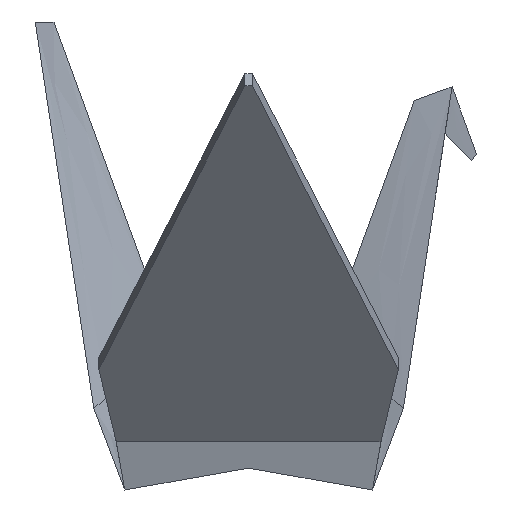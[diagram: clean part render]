
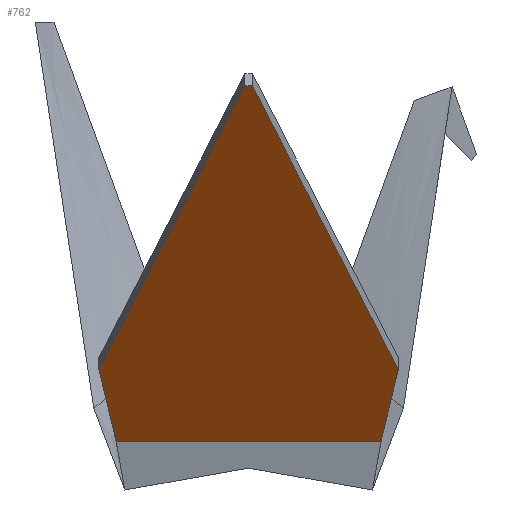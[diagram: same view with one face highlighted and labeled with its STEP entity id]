
A CAD part, left-side view. The second image highlights one B-rep face of the part: STEP entity #762.
In plain terms, the highlighted planar face has unit normal (-0.766, 0, -0.643).
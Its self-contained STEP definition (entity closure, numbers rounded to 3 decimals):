
#32=PLANE('',#817);
#75=FACE_OUTER_BOUND('',#122,.T.);
#122=EDGE_LOOP('',(#618,#619,#620,#621,#622,#623));
#194=LINE('',#1294,#287);
#195=LINE('',#1296,#288);
#196=LINE('',#1298,#289);
#197=LINE('',#1300,#290);
#198=LINE('',#1302,#291);
#199=LINE('',#1303,#292);
#287=VECTOR('',#923,10.);
#288=VECTOR('',#924,10.);
#289=VECTOR('',#925,10.);
#290=VECTOR('',#926,10.);
#291=VECTOR('',#927,10.);
#292=VECTOR('',#928,10.);
#367=VERTEX_POINT('',#1243);
#382=VERTEX_POINT('',#1293);
#383=VERTEX_POINT('',#1295);
#384=VERTEX_POINT('',#1297);
#385=VERTEX_POINT('',#1299);
#386=VERTEX_POINT('',#1301);
#466=EDGE_CURVE('',#367,#382,#194,.T.);
#467=EDGE_CURVE('',#383,#367,#195,.T.);
#468=EDGE_CURVE('',#384,#383,#196,.T.);
#469=EDGE_CURVE('',#385,#384,#197,.T.);
#470=EDGE_CURVE('',#386,#385,#198,.T.);
#471=EDGE_CURVE('',#382,#386,#199,.T.);
#618=ORIENTED_EDGE('',*,*,#466,.F.);
#619=ORIENTED_EDGE('',*,*,#467,.F.);
#620=ORIENTED_EDGE('',*,*,#468,.F.);
#621=ORIENTED_EDGE('',*,*,#469,.F.);
#622=ORIENTED_EDGE('',*,*,#470,.F.);
#623=ORIENTED_EDGE('',*,*,#471,.F.);
#762=ADVANCED_FACE('',(#75),#32,.F.);
#817=AXIS2_PLACEMENT_3D('',#1292,#921,#922);
#921=DIRECTION('center_axis',(0.766,0.,0.643));
#922=DIRECTION('ref_axis',(0.643,0.,-0.766));
#923=DIRECTION('',(0.,1.,0.));
#924=DIRECTION('',(0.632,0.181,-0.753));
#925=DIRECTION('',(0.598,-0.367,-0.713));
#926=DIRECTION('',(0.,-1.,0.));
#927=DIRECTION('',(-0.598,-0.367,0.713));
#928=DIRECTION('',(-0.632,0.181,0.753));
#1243=CARTESIAN_POINT('',(-8.547,-14.146,5.157));
#1292=CARTESIAN_POINT('Origin',(-23.745,0.,23.269));
#1293=CARTESIAN_POINT('',(-8.547,14.146,5.157));
#1294=CARTESIAN_POINT('',(-8.547,0.,5.157));
#1295=CARTESIAN_POINT('',(-15.01,-15.995,12.86));
#1296=CARTESIAN_POINT('',(-11.532,-15.,8.714));
#1297=CARTESIAN_POINT('',(-40.458,-0.4,43.186));
#1298=CARTESIAN_POINT('',(-15.01,-15.995,12.86));
#1299=CARTESIAN_POINT('',(-40.458,0.4,43.186));
#1300=CARTESIAN_POINT('',(-40.458,-0.4,43.186));
#1301=CARTESIAN_POINT('',(-15.01,15.995,12.86));
#1302=CARTESIAN_POINT('',(-15.01,15.995,12.86));
#1303=CARTESIAN_POINT('',(-11.532,15.,8.714));
